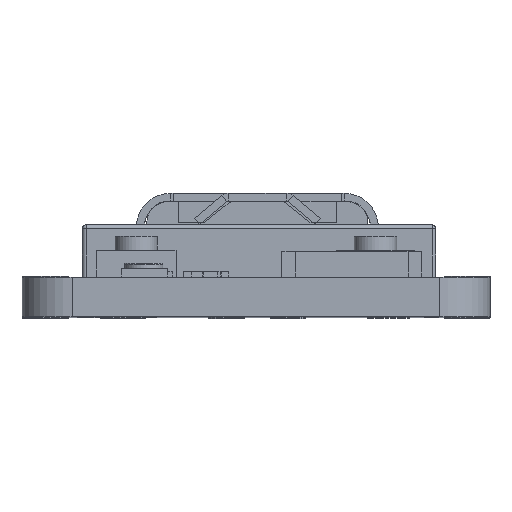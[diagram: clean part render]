
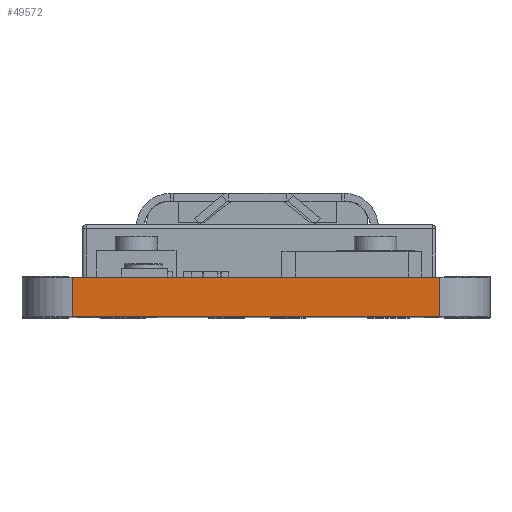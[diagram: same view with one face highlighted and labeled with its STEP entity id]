
A CAD part, top view. The second image highlights one B-rep face of the part: STEP entity #49572.
In plain terms, the highlighted face is planar.
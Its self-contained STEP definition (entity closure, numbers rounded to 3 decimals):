
#6098=FACE_OUTER_BOUND('',#9237,.T.);
#9237=EDGE_LOOP('',(#36183,#36184,#36185,#36186));
#12488=LINE('',#70242,#17173);
#12536=LINE('',#70466,#17221);
#12577=LINE('',#70611,#17262);
#12578=LINE('',#70613,#17263);
#17173=VECTOR('',#59219,1.);
#17221=VECTOR('',#59403,1.);
#17262=VECTOR('',#59568,1.);
#17263=VECTOR('',#59571,1.);
#21908=VERTEX_POINT('',#70240);
#21909=VERTEX_POINT('',#70241);
#22016=VERTEX_POINT('',#70463);
#22017=VERTEX_POINT('',#70465);
#27135=EDGE_CURVE('',#21908,#21909,#12488,.T.);
#27247=EDGE_CURVE('',#22016,#22017,#12536,.T.);
#27320=EDGE_CURVE('',#22016,#21908,#12577,.T.);
#27321=EDGE_CURVE('',#22017,#21909,#12578,.T.);
#36183=ORIENTED_EDGE('',*,*,#27320,.T.);
#36184=ORIENTED_EDGE('',*,*,#27135,.T.);
#36185=ORIENTED_EDGE('',*,*,#27321,.F.);
#36186=ORIENTED_EDGE('',*,*,#27247,.F.);
#47596=PLANE('',#53631);
#49572=ADVANCED_FACE('',(#6098),#47596,.T.);
#53631=AXIS2_PLACEMENT_3D('',#70612,#59569,#59570);
#59219=DIRECTION('',(0.,1.,0.));
#59403=DIRECTION('',(0.,1.,0.));
#59568=DIRECTION('',(0.,0.,1.));
#59569=DIRECTION('center_axis',(-1.,0.,0.));
#59570=DIRECTION('ref_axis',(0.,1.,0.));
#59571=DIRECTION('',(0.,0.,1.));
#70240=CARTESIAN_POINT('',(-11.835,-6.983,0.852));
#70241=CARTESIAN_POINT('',(-11.835,6.987,0.852));
#70242=CARTESIAN_POINT('',(-11.835,-6.983,0.852));
#70463=CARTESIAN_POINT('',(-11.835,-6.983,-0.658));
#70465=CARTESIAN_POINT('',(-11.835,6.987,-0.658));
#70466=CARTESIAN_POINT('',(-11.835,-6.983,-0.658));
#70611=CARTESIAN_POINT('',(-11.835,-6.983,-0.658));
#70612=CARTESIAN_POINT('Origin',(-11.835,-6.983,-0.658));
#70613=CARTESIAN_POINT('',(-11.835,6.987,-0.658));
